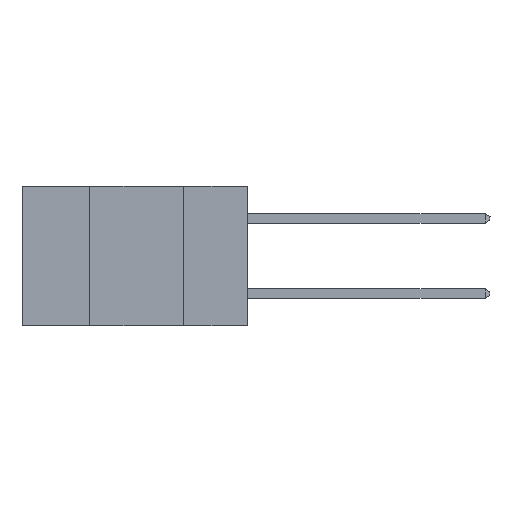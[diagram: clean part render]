
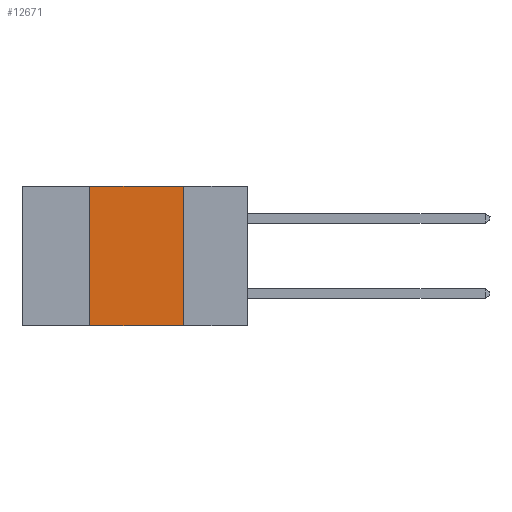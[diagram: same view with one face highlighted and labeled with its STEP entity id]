
A CAD part, left-side view. The second image highlights one B-rep face of the part: STEP entity #12671.
In plain terms, the highlighted planar face has unit normal (-1, 0, 0).
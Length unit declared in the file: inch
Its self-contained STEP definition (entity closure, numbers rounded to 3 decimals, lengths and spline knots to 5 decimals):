
#536 = EDGE_CURVE ( 'NONE', #6923, #1695, #9805, .T. ) ;
#710 = LINE ( 'NONE', #6262, #3963 ) ;
#1150 = EDGE_LOOP ( 'NONE', ( #3737, #13293, #6476, #4835 ) ) ;
#1225 = DIRECTION ( 'NONE',  ( 0., -1., 0. ) ) ;
#1556 = VECTOR ( 'NONE', #8107, 39.37008 ) ;
#1695 = VERTEX_POINT ( 'NONE', #9056 ) ;
#2029 = VECTOR ( 'NONE', #13318, 39.37008 ) ;
#2153 = FACE_OUTER_BOUND ( 'NONE', #1150, .T. ) ;
#2779 = CARTESIAN_POINT ( 'NONE',  ( 0., 0.42, -0.37 ) ) ;
#3124 = PLANE ( 'NONE',  #6968 ) ;
#3567 = VERTEX_POINT ( 'NONE', #6341 ) ;
#3737 = ORIENTED_EDGE ( 'NONE', *, *, #536, .F. ) ;
#3963 = VECTOR ( 'NONE', #12490, 39.37008 ) ;
#4026 = CARTESIAN_POINT ( 'NONE',  ( 0., 0.6, 0. ) ) ;
#4835 = ORIENTED_EDGE ( 'NONE', *, *, #6259, .T. ) ;
#5781 = CARTESIAN_POINT ( 'NONE',  ( 0., 0.17, 0. ) ) ;
#6019 = VERTEX_POINT ( 'NONE', #2779 ) ;
#6259 = EDGE_CURVE ( 'NONE', #6019, #1695, #6752, .T. ) ;
#6262 = CARTESIAN_POINT ( 'NONE',  ( 0., 0.6, 0. ) ) ;
#6341 = CARTESIAN_POINT ( 'NONE',  ( 0., 0.42, 0. ) ) ;
#6476 = ORIENTED_EDGE ( 'NONE', *, *, #8238, .F. ) ;
#6752 = LINE ( 'NONE', #7499, #12036 ) ;
#6923 = VERTEX_POINT ( 'NONE', #5781 ) ;
#6968 = AXIS2_PLACEMENT_3D ( 'NONE', #4026, #11229, #10344 ) ;
#7278 = EDGE_CURVE ( 'NONE', #3567, #6923, #710, .T. ) ;
#7499 = CARTESIAN_POINT ( 'NONE',  ( 0., 0.6, -0.37 ) ) ;
#8107 = DIRECTION ( 'NONE',  ( 0., 0., -1. ) ) ;
#8238 = EDGE_CURVE ( 'NONE', #6019, #3567, #13119, .T. ) ;
#8383 = CARTESIAN_POINT ( 'NONE',  ( 0., 0.42, 0. ) ) ;
#9008 = CARTESIAN_POINT ( 'NONE',  ( 0., 0.17, 0. ) ) ;
#9056 = CARTESIAN_POINT ( 'NONE',  ( 0., 0.17, -0.37 ) ) ;
#9805 = LINE ( 'NONE', #9008, #1556 ) ;
#10344 = DIRECTION ( 'NONE',  ( 0., 0., -1. ) ) ;
#11229 = DIRECTION ( 'NONE',  ( 1., 0., 0. ) ) ;
#12036 = VECTOR ( 'NONE', #1225, 39.37008 ) ;
#12490 = DIRECTION ( 'NONE',  ( 0., -1., 0. ) ) ;
#12671 = ADVANCED_FACE ( 'NONE', ( #2153 ), #3124, .F. ) ;
#13119 = LINE ( 'NONE', #8383, #2029 ) ;
#13293 = ORIENTED_EDGE ( 'NONE', *, *, #7278, .F. ) ;
#13318 = DIRECTION ( 'NONE',  ( 0., 0., 1. ) ) ;
